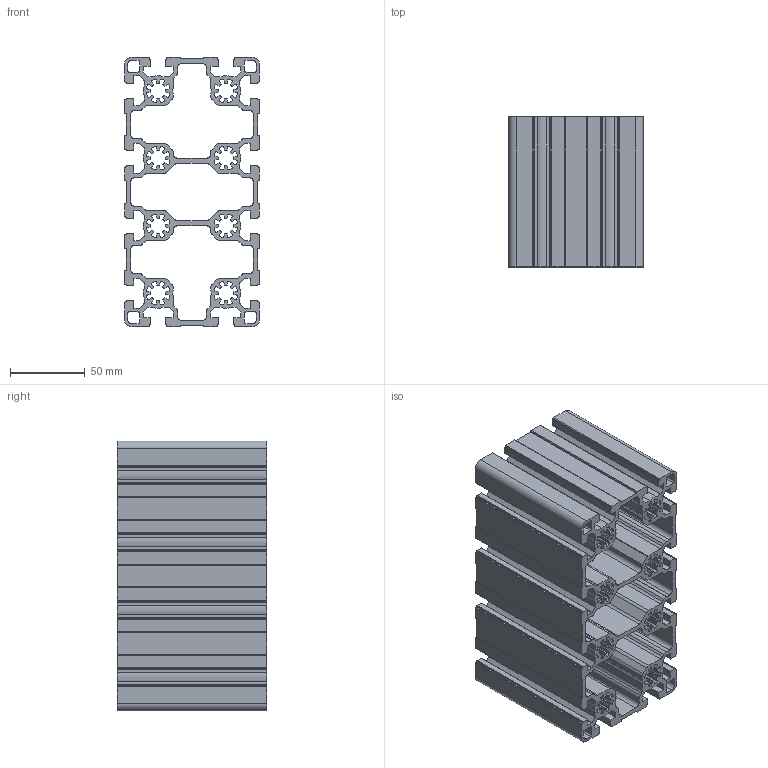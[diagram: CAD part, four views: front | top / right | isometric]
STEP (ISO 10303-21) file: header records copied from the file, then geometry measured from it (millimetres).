
FILE_DESCRIPTION((''),'2;1');
FILE_NAME('AR3715.stp','2025-07-28T15:44:53',('arma01'),(''),'Autodesk Inventor 2013','Autodesk Inventor 2013','');
FILE_SCHEMA(('AUTOMOTIVE_DESIGN { 1 0 10303 214 1 1 1 1 }'));
Length unit declared in the file: millimetre
Products named in the file (1): AR3715
Bounding box: 90 x 100 x 180 mm (x, y, z)
Volume: 422933.5 mm3; surface area: 263825.2 mm2
Topology: 1 solids, 1 shells, 1174 faces, 3516 edges, 2344 vertices
Faces by surface type: cylinder 716, plane 458
Entity records: 40218 total; most frequent: DIRECTION 7298, CARTESIAN_POINT 7035, ORIENTED_EDGE 7032, EDGE_CURVE 3516, AXIS2_PLACEMENT_3D 2607, VERTEX_POINT 2344, VECTOR 2084, LINE 2084
